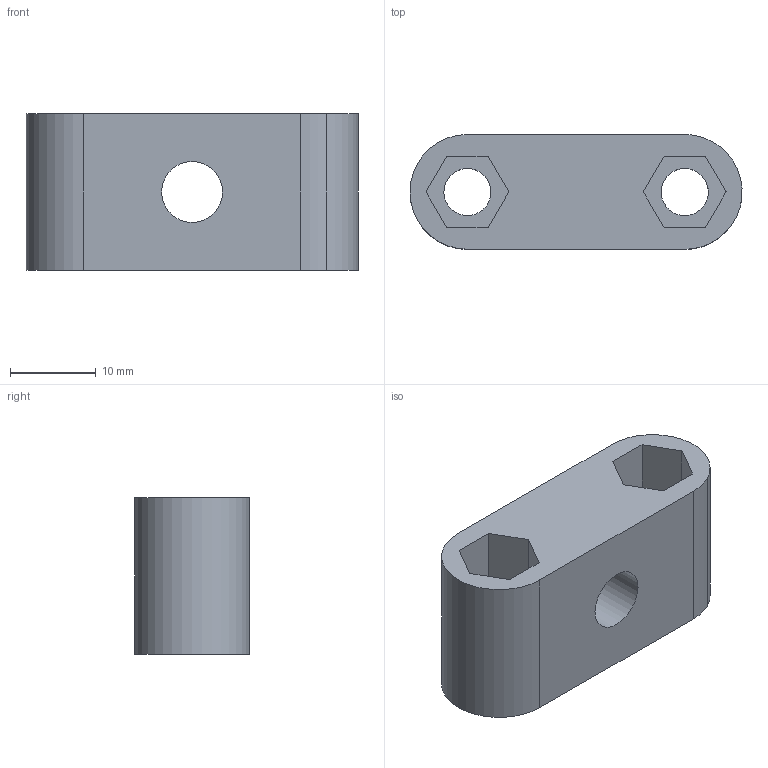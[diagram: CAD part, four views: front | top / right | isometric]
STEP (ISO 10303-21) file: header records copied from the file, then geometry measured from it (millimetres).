
FILE_DESCRIPTION(/* description */ (''),/* implementation_level */ '2;1');
FILE_NAME(/* name */ 'Tensioner Mount.step',/* time_stamp */ '2019-11-07T12:27:51-05:00',/* author */ (''),/* organization */ (''),/* preprocessor_version */ 'ST-DEVELOPER v18',/* originating_system */ 'Autodesk Translation Framework v8.9.1.1155',/* authorisation */ '');
FILE_SCHEMA (('AUTOMOTIVE_DESIGN { 1 0 10303 214 3 1 1 }'));
Length unit declared in the file: millimetre
Products named in the file (1): Tensioner Mount
Bounding box: 38.81 x 13.42 x 18.29 mm (x, y, z)
Volume: 6553.4 mm3; surface area: 3697.3 mm2
Topology: 1 solids, 1 shells, 25 faces, 63 edges, 42 vertices
Faces by surface type: plane 19, cylinder 6
Full cylindrical faces by diameter (mm): 5.5 x1, 5.512 x1, 7.112 x1
Entity records: 801 total; most frequent: CARTESIAN_POINT 131, DIRECTION 127, ORIENTED_EDGE 126, EDGE_CURVE 63, LINE 51, VECTOR 51, VERTEX_POINT 42, AXIS2_PLACEMENT_3D 38
